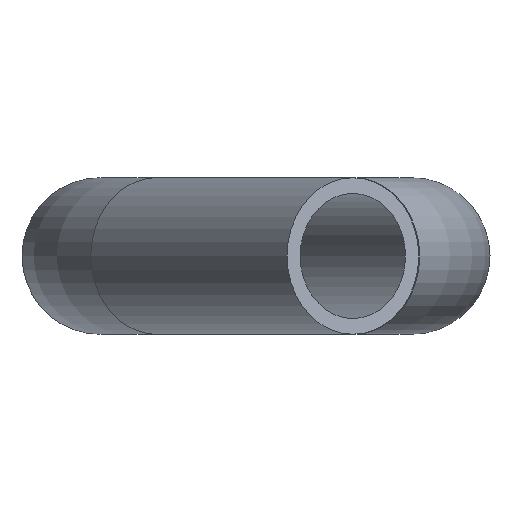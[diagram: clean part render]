
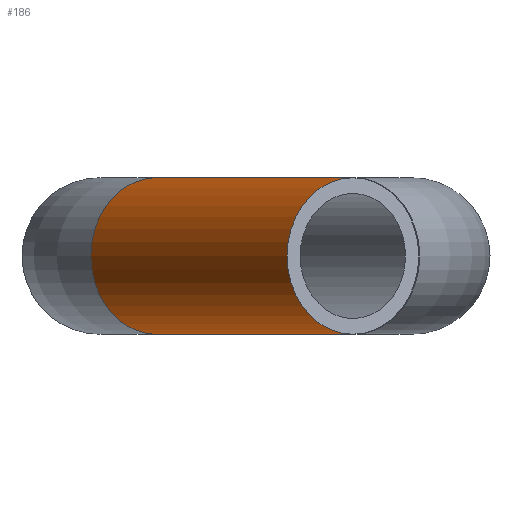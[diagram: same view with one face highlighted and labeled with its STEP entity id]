
A CAD part, left-side view. The second image highlights one B-rep face of the part: STEP entity #186.
In plain terms, the highlighted cylindrical face has radius 7.5 mm (diameter 15 mm), a full revolution.
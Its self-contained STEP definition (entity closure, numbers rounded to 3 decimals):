
#28=FACE_OUTER_BOUND('',#40,.T.);
#40=EDGE_LOOP('',(#147,#148,#149,#150,#151));
#52=LINE('',#348,#58);
#58=VECTOR('',#284,7.5);
#71=CIRCLE('',#229,7.5);
#72=CIRCLE('',#230,7.5);
#73=CIRCLE('',#231,7.5);
#89=VERTEX_POINT('',#345);
#90=VERTEX_POINT('',#347);
#91=VERTEX_POINT('',#349);
#110=EDGE_CURVE('',#89,#89,#71,.T.);
#111=EDGE_CURVE('',#89,#90,#52,.T.);
#112=EDGE_CURVE('',#91,#90,#72,.T.);
#113=EDGE_CURVE('',#90,#91,#73,.T.);
#147=ORIENTED_EDGE('',*,*,#110,.T.);
#148=ORIENTED_EDGE('',*,*,#111,.T.);
#149=ORIENTED_EDGE('',*,*,#112,.F.);
#150=ORIENTED_EDGE('',*,*,#113,.F.);
#151=ORIENTED_EDGE('',*,*,#111,.F.);
#178=CYLINDRICAL_SURFACE('',#228,7.5);
#186=ADVANCED_FACE('',(#28),#178,.T.);
#228=AXIS2_PLACEMENT_3D('',#344,#280,#281);
#229=AXIS2_PLACEMENT_3D('',#346,#282,#283);
#230=AXIS2_PLACEMENT_3D('',#350,#285,#286);
#231=AXIS2_PLACEMENT_3D('',#351,#287,#288);
#280=DIRECTION('center_axis',(-0.842,-0.54,0.));
#281=DIRECTION('ref_axis',(0.54,-0.842,0.));
#282=DIRECTION('center_axis',(0.842,0.54,0.));
#283=DIRECTION('ref_axis',(0.54,-0.842,0.));
#284=DIRECTION('',(0.842,0.54,0.));
#285=DIRECTION('center_axis',(0.842,0.54,0.));
#286=DIRECTION('ref_axis',(0.54,-0.842,0.));
#287=DIRECTION('center_axis',(0.842,0.54,0.));
#288=DIRECTION('ref_axis',(0.54,-0.842,0.));
#344=CARTESIAN_POINT('Origin',(-119.908,24.453,0.));
#345=CARTESIAN_POINT('',(-153.258,11.957,0.));
#346=CARTESIAN_POINT('Origin',(-149.206,5.645,0.));
#347=CARTESIAN_POINT('',(-123.959,30.765,0.));
#348=CARTESIAN_POINT('',(-123.959,30.765,0.));
#349=CARTESIAN_POINT('',(-115.856,18.142,0.));
#350=CARTESIAN_POINT('Origin',(-119.908,24.453,0.));
#351=CARTESIAN_POINT('Origin',(-119.908,24.453,0.));
